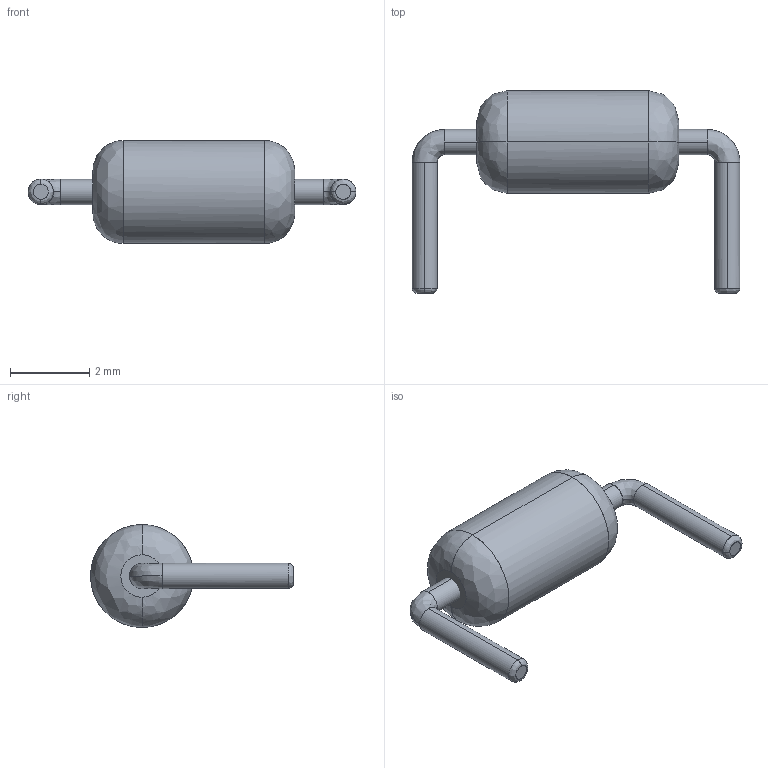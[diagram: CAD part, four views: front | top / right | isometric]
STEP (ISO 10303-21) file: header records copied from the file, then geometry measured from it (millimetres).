
FILE_DESCRIPTION(/* description */ (''),/* implementation_level */ '2;1');
FILE_NAME(/* name */ 'THA958~1',/* time_stamp */ '2017-04-05T21:02:46+03:00',/* author */ (''),/* organization */ (''),/* preprocessor_version */ 'ST-DEVELOPER v15',/* originating_system */ '',/* authorisation */ '');
FILE_SCHEMA (('AUTOMOTIVE_DESIGN'));
Length unit declared in the file: inch
Products named in the file (1): Document
Bounding box: 8.26 x 5.11 x 2.59 mm (x, y, z)
Surface area: 76 mm2 (no closed solid volume)
Topology: 0 solids, 24 shells, 24 faces, 108 edges, 108 vertices
Faces by surface type: bspline 20, plane 4
Entity records: 1549 total; most frequent: CARTESIAN_POINT 836, ORIENTED_EDGE 108, EDGE_CURVE 108, VERTEX_POINT 108, COLOUR_RGB 24, FILL_AREA_STYLE_COLOUR 24, FILL_AREA_STYLE 24, SURFACE_STYLE_FILL_AREA 24
